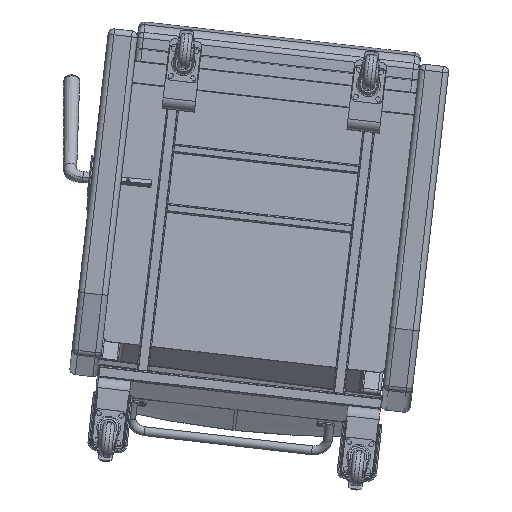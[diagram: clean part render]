
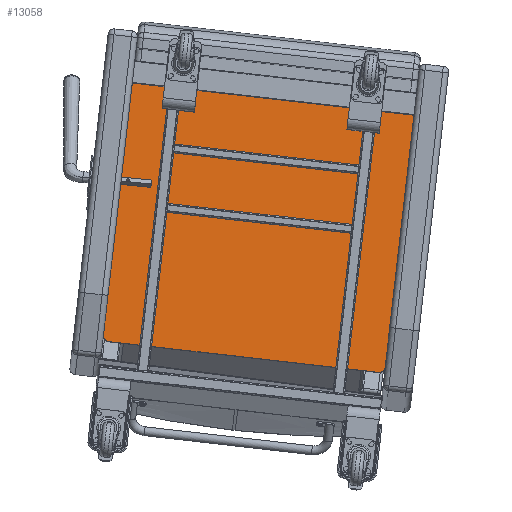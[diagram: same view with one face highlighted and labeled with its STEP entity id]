
A CAD part, front view. The second image highlights one B-rep face of the part: STEP entity #13058.
In plain terms, the highlighted face is planar.
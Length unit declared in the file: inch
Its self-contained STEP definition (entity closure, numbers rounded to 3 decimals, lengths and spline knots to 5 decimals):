
#515=PLANE('',#14356);
#1550=LINE('',#32944,#2470);
#1567=LINE('',#33055,#2487);
#1568=LINE('',#33057,#2488);
#1569=LINE('',#33058,#2489);
#2470=VECTOR('',#16679,0.3937);
#2487=VECTOR('',#16774,0.3937);
#2488=VECTOR('',#16775,0.3937);
#2489=VECTOR('',#16776,0.3937);
#3451=FACE_OUTER_BOUND('',#4292,.T.);
#4292=EDGE_LOOP('',(#10050,#10051,#10052,#10053,#10054,#10055));
#5351=CIRCLE('',#14292,0.5);
#5376=CIRCLE('',#14337,0.5);
#6096=VERTEX_POINT('',#32892);
#6097=VERTEX_POINT('',#32894);
#6113=VERTEX_POINT('',#32942);
#6126=VERTEX_POINT('',#33024);
#6133=VERTEX_POINT('',#33054);
#6134=VERTEX_POINT('',#33056);
#7531=EDGE_CURVE('',#6096,#6097,#5351,.T.);
#7556=EDGE_CURVE('',#6096,#6113,#1550,.T.);
#7580=EDGE_CURVE('',#6126,#6113,#5376,.T.);
#7594=EDGE_CURVE('',#6133,#6126,#1567,.T.);
#7595=EDGE_CURVE('',#6134,#6133,#1568,.T.);
#7596=EDGE_CURVE('',#6134,#6097,#1569,.T.);
#10050=ORIENTED_EDGE('',*,*,#7531,.F.);
#10051=ORIENTED_EDGE('',*,*,#7556,.T.);
#10052=ORIENTED_EDGE('',*,*,#7580,.F.);
#10053=ORIENTED_EDGE('',*,*,#7594,.F.);
#10054=ORIENTED_EDGE('',*,*,#7595,.F.);
#10055=ORIENTED_EDGE('',*,*,#7596,.T.);
#13058=ADVANCED_FACE('',(#3451),#515,.T.);
#14292=AXIS2_PLACEMENT_3D('',#32895,#16620,#16621);
#14337=AXIS2_PLACEMENT_3D('',#33026,#16732,#16733);
#14356=AXIS2_PLACEMENT_3D('',#33053,#16772,#16773);
#16620=DIRECTION('center_axis',(0.,1.,0.));
#16621=DIRECTION('ref_axis',(-0.707,0.,-0.707));
#16679=DIRECTION('',(1.,0.,0.));
#16732=DIRECTION('center_axis',(0.,1.,0.));
#16733=DIRECTION('ref_axis',(0.707,0.,-0.707));
#16772=DIRECTION('center_axis',(0.,-1.,0.));
#16773=DIRECTION('ref_axis',(0.,0.,-1.));
#16774=DIRECTION('',(0.,0.,-1.));
#16775=DIRECTION('',(1.,0.,0.));
#16776=DIRECTION('',(0.,0.,-1.));
#32892=CARTESIAN_POINT('',(0.5,0.,0.));
#32894=CARTESIAN_POINT('',(0.,0.,0.5));
#32895=CARTESIAN_POINT('Origin',(0.5,0.,0.5));
#32942=CARTESIAN_POINT('',(23.5,0.,0.));
#32944=CARTESIAN_POINT('',(0.,0.,0.));
#33024=CARTESIAN_POINT('',(24.,0.,0.5));
#33026=CARTESIAN_POINT('Origin',(23.5,0.,0.5));
#33053=CARTESIAN_POINT('Origin',(0.,0.,22.));
#33054=CARTESIAN_POINT('',(24.,0.,22.));
#33055=CARTESIAN_POINT('',(24.,0.,22.));
#33056=CARTESIAN_POINT('',(0.,0.,22.));
#33057=CARTESIAN_POINT('',(0.,0.,22.));
#33058=CARTESIAN_POINT('',(0.,0.,22.));
